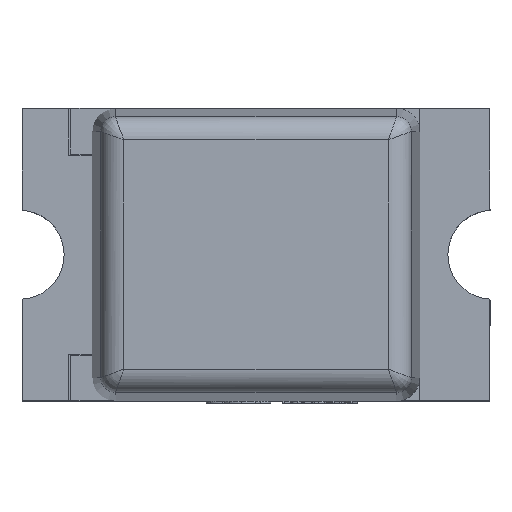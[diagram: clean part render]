
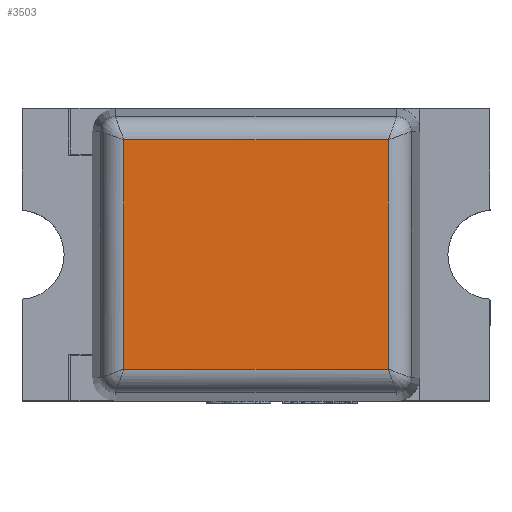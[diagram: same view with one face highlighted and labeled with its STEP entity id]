
A CAD part, top view. The second image highlights one B-rep face of the part: STEP entity #3503.
In plain terms, the highlighted planar face has unit normal (0, 0, 1).
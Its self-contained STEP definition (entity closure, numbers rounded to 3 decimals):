
#51 = EDGE_CURVE ( 'NONE', #14795, #4347, #14652, .T. ) ;
#131 = LINE ( 'NONE', #5994, #2826 ) ;
#278 = EDGE_LOOP ( 'NONE', ( #13368, #14401, #18155, #2277 ) ) ;
#1200 = CARTESIAN_POINT ( 'NONE',  ( 0.565, 0.525, 1.1 ) ) ;
#1248 = DIRECTION ( 'NONE',  ( 0., -1., 0. ) ) ;
#1721 = CARTESIAN_POINT ( 'NONE',  ( -0.565, -0.49, 1.1 ) ) ;
#2277 = ORIENTED_EDGE ( 'NONE', *, *, #51, .T. ) ;
#2347 = EDGE_CURVE ( 'NONE', #9276, #14795, #15680, .T. ) ;
#2826 = VECTOR ( 'NONE', #11856, 1000. ) ;
#3501 = FACE_OUTER_BOUND ( 'NONE', #278, .T. ) ;
#3503 = ADVANCED_FACE ( 'NONE', ( #3501 ), #7800, .T. ) ;
#4080 = EDGE_CURVE ( 'NONE', #14320, #9276, #7086, .T. ) ;
#4307 = DIRECTION ( 'NONE',  ( 1., 0., 0. ) ) ;
#4347 = VERTEX_POINT ( 'NONE', #15292 ) ;
#4808 = EDGE_CURVE ( 'NONE', #4347, #14320, #131, .T. ) ;
#4853 = DIRECTION ( 'NONE',  ( 0., 0., 1. ) ) ;
#5844 = VECTOR ( 'NONE', #4307, 1000. ) ;
#5994 = CARTESIAN_POINT ( 'NONE',  ( -0.6, 0.49, 1.1 ) ) ;
#7086 = LINE ( 'NONE', #15497, #14868 ) ;
#7800 = PLANE ( 'NONE',  #14327 ) ;
#9276 = VERTEX_POINT ( 'NONE', #1721 ) ;
#9288 = CARTESIAN_POINT ( 'NONE',  ( 0.565, -0.49, 1.1 ) ) ;
#10328 = DIRECTION ( 'NONE',  ( 0., 1., 0. ) ) ;
#11856 = DIRECTION ( 'NONE',  ( -1., 0., 0. ) ) ;
#12436 = DIRECTION ( 'NONE',  ( 1., 0., 0. ) ) ;
#12908 = CARTESIAN_POINT ( 'NONE',  ( -0.565, 0.49, 1.1 ) ) ;
#13368 = ORIENTED_EDGE ( 'NONE', *, *, #4808, .T. ) ;
#13906 = CARTESIAN_POINT ( 'NONE',  ( 0., 0., 1.1 ) ) ;
#14320 = VERTEX_POINT ( 'NONE', #12908 ) ;
#14327 = AXIS2_PLACEMENT_3D ( 'NONE', #13906, #4853, #12436 ) ;
#14401 = ORIENTED_EDGE ( 'NONE', *, *, #4080, .T. ) ;
#14652 = LINE ( 'NONE', #1200, #14849 ) ;
#14795 = VERTEX_POINT ( 'NONE', #9288 ) ;
#14849 = VECTOR ( 'NONE', #10328, 1000. ) ;
#14868 = VECTOR ( 'NONE', #1248, 1000. ) ;
#15292 = CARTESIAN_POINT ( 'NONE',  ( 0.565, 0.49, 1.1 ) ) ;
#15497 = CARTESIAN_POINT ( 'NONE',  ( -0.565, -0.525, 1.1 ) ) ;
#15680 = LINE ( 'NONE', #17388, #5844 ) ;
#17388 = CARTESIAN_POINT ( 'NONE',  ( 0.6, -0.49, 1.1 ) ) ;
#18155 = ORIENTED_EDGE ( 'NONE', *, *, #2347, .T. ) ;
